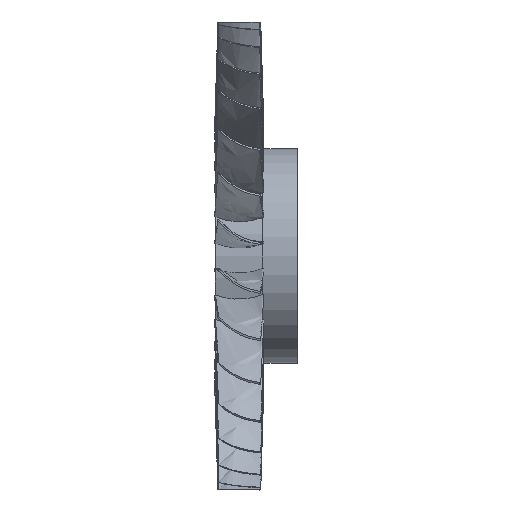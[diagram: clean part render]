
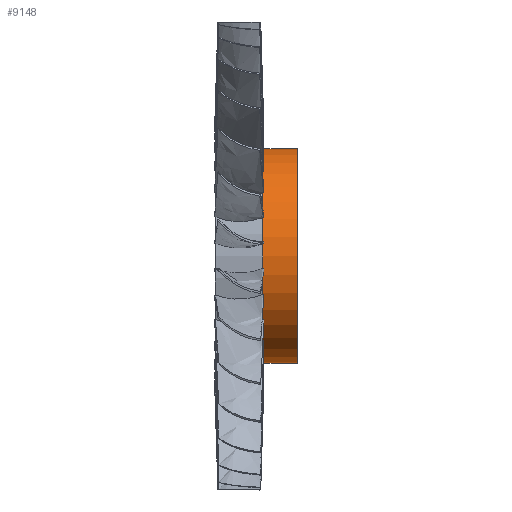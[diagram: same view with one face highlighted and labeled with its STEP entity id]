
A CAD part, front view. The second image highlights one B-rep face of the part: STEP entity #9148.
In plain terms, the highlighted cylindrical face has radius 101 mm (diameter 202 mm), a partial arc.
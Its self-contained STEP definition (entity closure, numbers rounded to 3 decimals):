
#18 = EDGE_CURVE ( 'NONE', #2515, #2209, #3983, .T. ) ;
#397 = CARTESIAN_POINT ( 'NONE',  ( 38.75, 0., -101. ) ) ;
#567 = DIRECTION ( 'NONE',  ( 1., 0., 0. ) ) ;
#1207 = ORIENTED_EDGE ( 'NONE', *, *, #5279, .T. ) ;
#1274 = DIRECTION ( 'NONE',  ( 0., 0., -1. ) ) ;
#1439 = DIRECTION ( 'NONE',  ( 0., 0., -1. ) ) ;
#1862 = ORIENTED_EDGE ( 'NONE', *, *, #18, .F. ) ;
#2209 = VERTEX_POINT ( 'NONE', #3551 ) ;
#2397 = CARTESIAN_POINT ( 'NONE',  ( 38.75, 0., 101. ) ) ;
#2515 = VERTEX_POINT ( 'NONE', #3930 ) ;
#2668 = FACE_OUTER_BOUND ( 'NONE', #8586, .T. ) ;
#2714 = CARTESIAN_POINT ( 'NONE',  ( 6.25, 0., 0. ) ) ;
#2895 = DIRECTION ( 'NONE',  ( 1., 0., 0. ) ) ;
#3406 = CARTESIAN_POINT ( 'NONE',  ( 38.75, 0., -101. ) ) ;
#3551 = CARTESIAN_POINT ( 'NONE',  ( 38.75, 0., 101. ) ) ;
#3930 = CARTESIAN_POINT ( 'NONE',  ( 6.25, 0., 101. ) ) ;
#3983 = LINE ( 'NONE', #2397, #5777 ) ;
#4196 = DIRECTION ( 'NONE',  ( 0., 0., -1. ) ) ;
#4238 = EDGE_CURVE ( 'NONE', #2209, #6970, #5147, .T. ) ;
#4455 = ORIENTED_EDGE ( 'NONE', *, *, #9481, .T. ) ;
#5147 = CIRCLE ( 'NONE', #7155, 101. ) ;
#5228 = ORIENTED_EDGE ( 'NONE', *, *, #4238, .F. ) ;
#5279 = EDGE_CURVE ( 'NONE', #2515, #8871, #5864, .T. ) ;
#5714 = CARTESIAN_POINT ( 'NONE',  ( 38.75, 0., 0. ) ) ;
#5777 = VECTOR ( 'NONE', #6801, 1000. ) ;
#5864 = CIRCLE ( 'NONE', #6473, 101. ) ;
#6269 = AXIS2_PLACEMENT_3D ( 'NONE', #6579, #567, #1274 ) ;
#6401 = CYLINDRICAL_SURFACE ( 'NONE', #6269, 101. ) ;
#6473 = AXIS2_PLACEMENT_3D ( 'NONE', #2714, #6977, #4196 ) ;
#6579 = CARTESIAN_POINT ( 'NONE',  ( 38.75, 0., 0. ) ) ;
#6801 = DIRECTION ( 'NONE',  ( 1., 0., 0. ) ) ;
#6915 = DIRECTION ( 'NONE',  ( 1., 0., 0. ) ) ;
#6970 = VERTEX_POINT ( 'NONE', #3406 ) ;
#6977 = DIRECTION ( 'NONE',  ( 1., 0., 0. ) ) ;
#7155 = AXIS2_PLACEMENT_3D ( 'NONE', #5714, #2895, #1439 ) ;
#8315 = LINE ( 'NONE', #397, #8398 ) ;
#8398 = VECTOR ( 'NONE', #6915, 1000. ) ;
#8586 = EDGE_LOOP ( 'NONE', ( #1862, #1207, #4455, #5228 ) ) ;
#8722 = CARTESIAN_POINT ( 'NONE',  ( 6.25, 0., -101. ) ) ;
#8871 = VERTEX_POINT ( 'NONE', #8722 ) ;
#9148 = ADVANCED_FACE ( 'NONE', ( #2668 ), #6401, .T. ) ;
#9481 = EDGE_CURVE ( 'NONE', #8871, #6970, #8315, .T. ) ;
